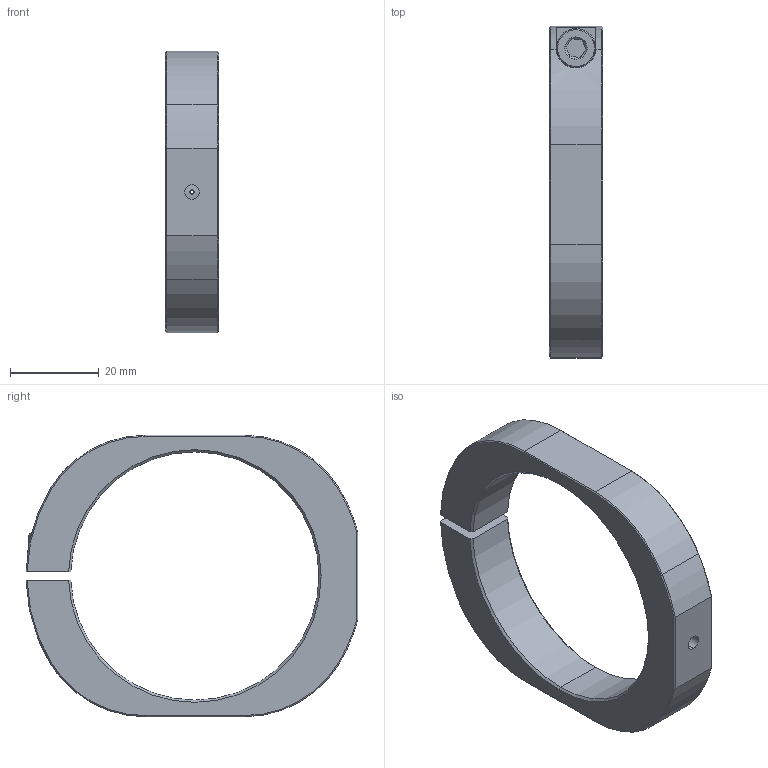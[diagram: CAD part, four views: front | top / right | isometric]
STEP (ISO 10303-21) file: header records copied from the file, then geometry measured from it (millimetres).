
FILE_DESCRIPTION (( 'STEP AP203' ), '1' );
FILE_NAME ('1.7.6.4_ZTL-Z2_SM2英寸透镜套筒安装座.STEP', '2021-07-27T00:57:46', ( 'China' ), ( 'Home' ), 'SwSTEP 2.0', 'SolidWorks 2018', '' );
FILE_SCHEMA (( 'CONFIG_CONTROL_DESIGN' ));
Length unit declared in the file: millimetre
Products named in the file (1): 1.7.6.4_ZTL-Z2_SM2英寸透镜套筒安装座
Bounding box: 12 x 74.89 x 63.5 mm (x, y, z)
Surface area: 8799 mm2 (no closed solid volume)
Topology: 0 solids, 2 shells, 67 faces, 175 edges, 110 vertices
Faces by surface type: cone 26, plane 23, cylinder 18
Entity records: 2300 total; most frequent: CARTESIAN_POINT 582, DIRECTION 347, ORIENTED_EDGE 335, EDGE_CURVE 175, AXIS2_PLACEMENT_3D 133, VERTEX_POINT 110, LINE 81, VECTOR 81
